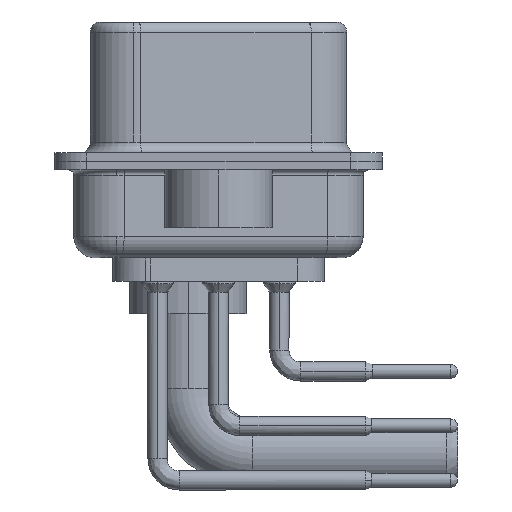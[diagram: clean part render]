
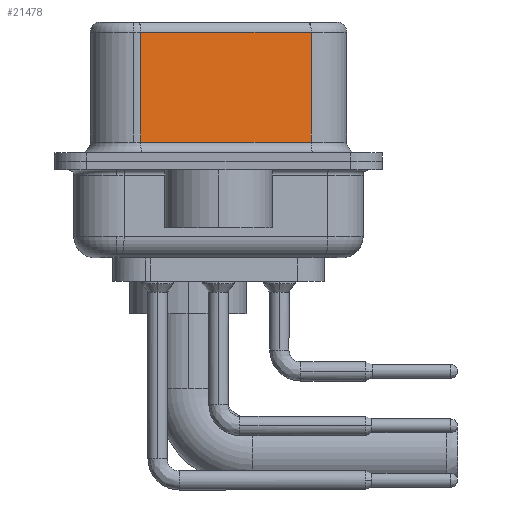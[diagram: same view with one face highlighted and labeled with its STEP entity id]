
A CAD part, left-side view. The second image highlights one B-rep face of the part: STEP entity #21478.
In plain terms, the highlighted planar face has unit normal (-0.985, -0.174, 0).
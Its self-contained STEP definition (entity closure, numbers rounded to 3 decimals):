
#2384 = CARTESIAN_POINT ( 'NONE',  ( 3.73, 3.628, 0.9 ) ) ;
#3517 = ORIENTED_EDGE ( 'NONE', *, *, #17500, .F. ) ;
#5595 = VECTOR ( 'NONE', #23711, 1000. ) ;
#7810 = EDGE_CURVE ( 'NONE', #27238, #20326, #24305, .T. ) ;
#8463 = DIRECTION ( 'NONE',  ( 0.985, 0.174, 0. ) ) ;
#11111 = EDGE_CURVE ( 'NONE', #20326, #31859, #37345, .T. ) ;
#11203 = LINE ( 'NONE', #22770, #34009 ) ;
#11230 = ORIENTED_EDGE ( 'NONE', *, *, #26389, .T. ) ;
#12248 = LINE ( 'NONE', #26120, #26957 ) ;
#12408 = VERTEX_POINT ( 'NONE', #19269 ) ;
#12733 = DIRECTION ( 'NONE',  ( 0., 0., -1. ) ) ;
#13673 = VECTOR ( 'NONE', #12733, 1000. ) ;
#15430 = ORIENTED_EDGE ( 'NONE', *, *, #7810, .T. ) ;
#17167 = CARTESIAN_POINT ( 'NONE',  ( 5.132, -4.322, 6.52 ) ) ;
#17500 = EDGE_CURVE ( 'NONE', #12408, #31859, #12248, .T. ) ;
#19269 = CARTESIAN_POINT ( 'NONE',  ( 5.132, -4.322, 6.02 ) ) ;
#20016 = DIRECTION ( 'NONE',  ( -0.174, 0.985, 0. ) ) ;
#20326 = VERTEX_POINT ( 'NONE', #2384 ) ;
#21478 = ADVANCED_FACE ( 'NONE', ( #22095 ), #25528, .F. ) ;
#22095 = FACE_OUTER_BOUND ( 'NONE', #33926, .T. ) ;
#22215 = DIRECTION ( 'NONE',  ( -0.174, 0.985, 0. ) ) ;
#22770 = CARTESIAN_POINT ( 'NONE',  ( 5.132, -4.322, 6.02 ) ) ;
#23711 = DIRECTION ( 'NONE',  ( 0.174, -0.985, 0. ) ) ;
#24305 = LINE ( 'NONE', #26386, #13673 ) ;
#25528 = PLANE ( 'NONE',  #33597 ) ;
#26120 = CARTESIAN_POINT ( 'NONE',  ( 5.132, -4.322, 6.52 ) ) ;
#26386 = CARTESIAN_POINT ( 'NONE',  ( 3.73, 3.628, 6.52 ) ) ;
#26389 = EDGE_CURVE ( 'NONE', #12408, #27238, #11203, .T. ) ;
#26957 = VECTOR ( 'NONE', #34430, 1000. ) ;
#27238 = VERTEX_POINT ( 'NONE', #33697 ) ;
#29387 = CARTESIAN_POINT ( 'NONE',  ( 5.132, -4.322, 0.9 ) ) ;
#30303 = ORIENTED_EDGE ( 'NONE', *, *, #11111, .T. ) ;
#30988 = CARTESIAN_POINT ( 'NONE',  ( 5.132, -4.322, 0.9 ) ) ;
#31859 = VERTEX_POINT ( 'NONE', #30988 ) ;
#33597 = AXIS2_PLACEMENT_3D ( 'NONE', #17167, #8463, #20016 ) ;
#33697 = CARTESIAN_POINT ( 'NONE',  ( 3.73, 3.628, 6.02 ) ) ;
#33926 = EDGE_LOOP ( 'NONE', ( #3517, #11230, #15430, #30303 ) ) ;
#34009 = VECTOR ( 'NONE', #22215, 1000. ) ;
#34430 = DIRECTION ( 'NONE',  ( 0., 0., -1. ) ) ;
#37345 = LINE ( 'NONE', #29387, #5595 ) ;
